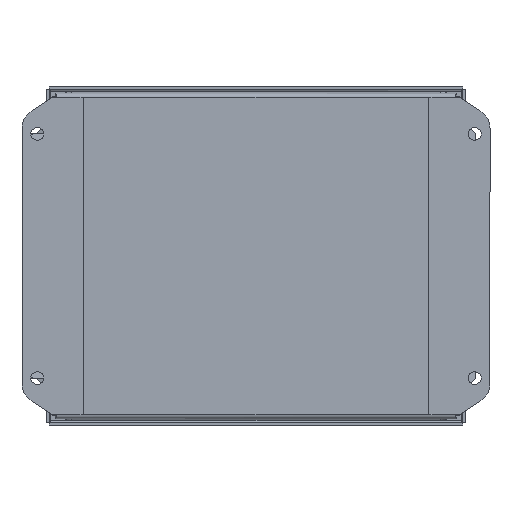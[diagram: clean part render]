
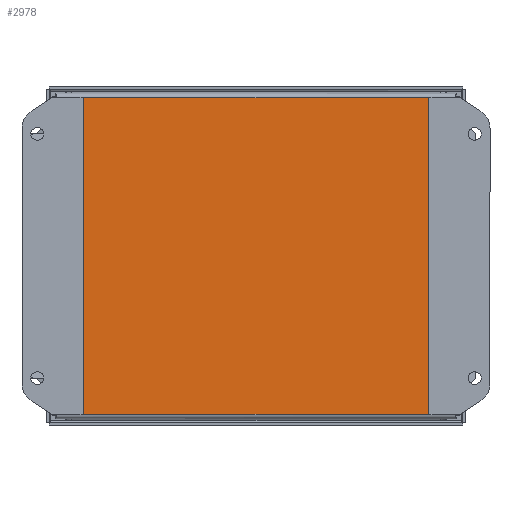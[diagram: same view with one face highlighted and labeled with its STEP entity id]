
A CAD part, left-side view. The second image highlights one B-rep face of the part: STEP entity #2978.
In plain terms, the highlighted face is planar.
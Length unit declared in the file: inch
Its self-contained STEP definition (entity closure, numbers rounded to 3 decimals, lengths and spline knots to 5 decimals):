
#390 = DIRECTION ( 'NONE',  ( 0., 0., -1. ) ) ;
#396 = CARTESIAN_POINT ( 'NONE',  ( -4., 0., 4.892 ) ) ;
#952 = CARTESIAN_POINT ( 'NONE',  ( -4., 0., -4.892 ) ) ;
#1358 = ORIENTED_EDGE ( 'NONE', *, *, #8371, .F. ) ;
#2314 = EDGE_CURVE ( 'NONE', #31469, #22590, #22038, .T. ) ;
#2978 = ADVANCED_FACE ( 'NONE', ( #18683 ), #25730, .F. ) ;
#5037 = LINE ( 'NONE', #952, #5827 ) ;
#5509 = CARTESIAN_POINT ( 'NONE',  ( 3.892, 0., 4.892 ) ) ;
#5723 = CARTESIAN_POINT ( 'NONE',  ( -3.892, 0., 4.892 ) ) ;
#5827 = VECTOR ( 'NONE', #6129, 39.37008 ) ;
#6129 = DIRECTION ( 'NONE',  ( 1., 0., 0. ) ) ;
#7889 = LINE ( 'NONE', #11418, #22358 ) ;
#8306 = ORIENTED_EDGE ( 'NONE', *, *, #11959, .F. ) ;
#8371 = EDGE_CURVE ( 'NONE', #31499, #31469, #20061, .T. ) ;
#9435 = EDGE_LOOP ( 'NONE', ( #8306, #16300, #1358, #17533 ) ) ;
#9983 = VECTOR ( 'NONE', #25229, 39.37008 ) ;
#10773 = DIRECTION ( 'NONE',  ( 0., -1., 0. ) ) ;
#11418 = CARTESIAN_POINT ( 'NONE',  ( 3.892, 0., -5. ) ) ;
#11959 = EDGE_CURVE ( 'NONE', #22590, #22494, #5037, .T. ) ;
#15950 = EDGE_CURVE ( 'NONE', #22494, #31499, #7889, .T. ) ;
#16300 = ORIENTED_EDGE ( 'NONE', *, *, #2314, .F. ) ;
#17533 = ORIENTED_EDGE ( 'NONE', *, *, #15950, .F. ) ;
#18067 = VECTOR ( 'NONE', #20986, 39.37008 ) ;
#18683 = FACE_OUTER_BOUND ( 'NONE', #9435, .T. ) ;
#18834 = CARTESIAN_POINT ( 'NONE',  ( 3.892, 0., -4.892 ) ) ;
#20061 = LINE ( 'NONE', #396, #18067 ) ;
#20986 = DIRECTION ( 'NONE',  ( -1., 0., 0. ) ) ;
#21121 = AXIS2_PLACEMENT_3D ( 'NONE', #31080, #10773, #390 ) ;
#22038 = LINE ( 'NONE', #25447, #9983 ) ;
#22358 = VECTOR ( 'NONE', #26692, 39.37008 ) ;
#22494 = VERTEX_POINT ( 'NONE', #18834 ) ;
#22590 = VERTEX_POINT ( 'NONE', #30069 ) ;
#25229 = DIRECTION ( 'NONE',  ( 0., 0., -1. ) ) ;
#25447 = CARTESIAN_POINT ( 'NONE',  ( -3.892, 0., -5. ) ) ;
#25730 = PLANE ( 'NONE',  #21121 ) ;
#26692 = DIRECTION ( 'NONE',  ( 0., 0., 1. ) ) ;
#30069 = CARTESIAN_POINT ( 'NONE',  ( -3.892, 0., -4.892 ) ) ;
#31080 = CARTESIAN_POINT ( 'NONE',  ( -4., 0., -5. ) ) ;
#31469 = VERTEX_POINT ( 'NONE', #5723 ) ;
#31499 = VERTEX_POINT ( 'NONE', #5509 ) ;
